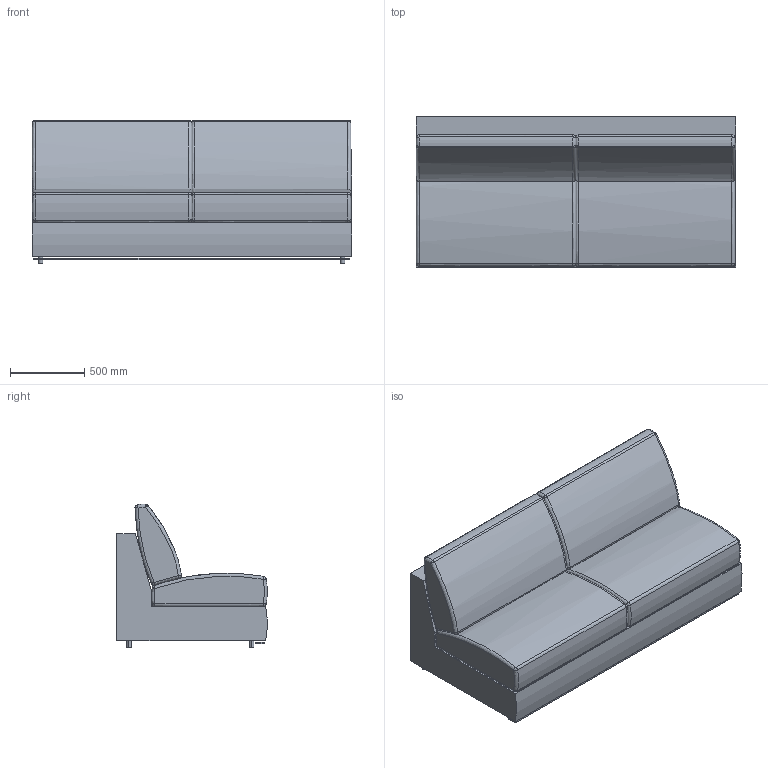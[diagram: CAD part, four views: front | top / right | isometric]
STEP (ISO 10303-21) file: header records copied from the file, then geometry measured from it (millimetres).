
FILE_DESCRIPTION(/* description */ (''),/* implementation_level */ '2;1');
FILE_NAME(/* name */ '810 Fly divano 215 sb',/* time_stamp */ '2013-10-18T09:20:51+02:00',/* author */ (''),/* organization */ (''),/* preprocessor_version */ 'ST-DEVELOPER v10',/* originating_system */ '',/* authorisation */ '');
FILE_SCHEMA (('CONFIG_CONTROL_DESIGN'));
Length unit declared in the file: millimetre
Products named in the file (1): 1
Bounding box: 2143.59 x 1009.9 x 965.94 mm (x, y, z)
Volume: 1247945192.9 mm3; surface area: 15994565.3 mm2
Topology: 10 solids, 10 shells, 135 faces, 249 edges, 134 vertices
Faces by surface type: bspline 135
Entity records: 4543 total; most frequent: CARTESIAN_POINT 3076, ORIENTED_EDGE 498, EDGE_CURVE 249, ADVANCED_FACE 135, FACE_OUTER_BOUND 135, EDGE_LOOP 135, VERTEX_POINT 134, B_SPLINE_CURVE_WITH_KNOTS 39
